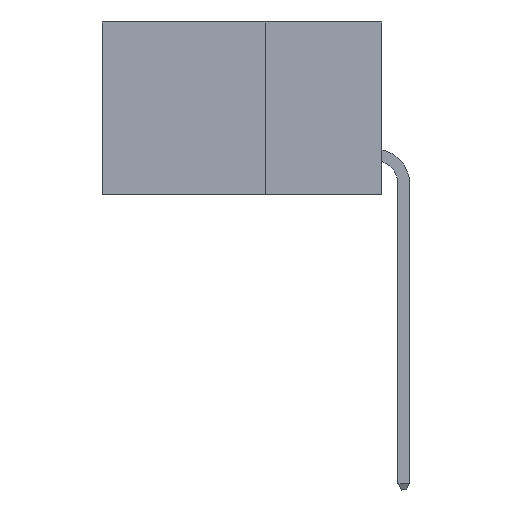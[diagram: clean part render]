
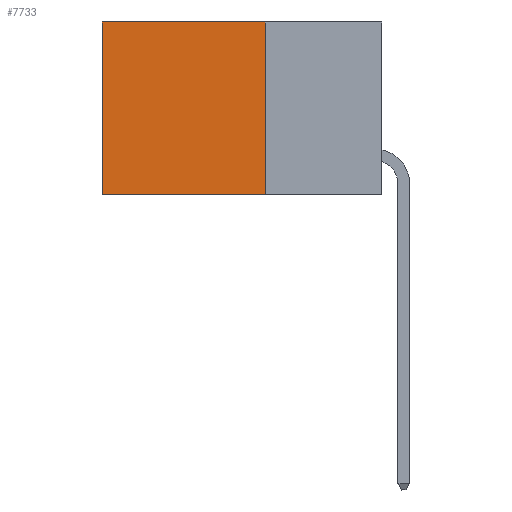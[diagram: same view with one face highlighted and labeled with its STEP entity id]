
A CAD part, left-side view. The second image highlights one B-rep face of the part: STEP entity #7733.
In plain terms, the highlighted planar face has unit normal (-1, 0, 0).
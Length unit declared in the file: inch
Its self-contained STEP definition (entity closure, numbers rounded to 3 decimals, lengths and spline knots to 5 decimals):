
#3024 = EDGE_CURVE ( 'NONE', #14852, #18950, #7172, .T. ) ;
#3463 = EDGE_CURVE ( 'NONE', #18950, #11464, #17090, .T. ) ;
#4214 = AXIS2_PLACEMENT_3D ( 'NONE', #23675, #21254, #23790 ) ;
#6872 = LINE ( 'NONE', #13447, #21957 ) ;
#6963 = CARTESIAN_POINT ( 'NONE',  ( 0.2875, 0.6, -0.37 ) ) ;
#7172 = LINE ( 'NONE', #24368, #21466 ) ;
#7410 = ORIENTED_EDGE ( 'NONE', *, *, #21437, .T. ) ;
#7733 = ADVANCED_FACE ( 'NONE', ( #20731 ), #21145, .F. ) ;
#7891 = CARTESIAN_POINT ( 'NONE',  ( 0.2875, 0.25, -0.37 ) ) ;
#8395 = EDGE_CURVE ( 'NONE', #14852, #23716, #6872, .T. ) ;
#9933 = VECTOR ( 'NONE', #19967, 39.37008 ) ;
#10976 = EDGE_LOOP ( 'NONE', ( #7410, #28699, #14999, #17290 ) ) ;
#11464 = VERTEX_POINT ( 'NONE', #6963 ) ;
#12191 = CARTESIAN_POINT ( 'NONE',  ( 0.2875, 0.6, 0. ) ) ;
#13447 = CARTESIAN_POINT ( 'NONE',  ( 0.2875, 0.25, 0. ) ) ;
#14534 = DIRECTION ( 'NONE',  ( 0., 0., -1. ) ) ;
#14852 = VERTEX_POINT ( 'NONE', #21737 ) ;
#14999 = ORIENTED_EDGE ( 'NONE', *, *, #3024, .F. ) ;
#15492 = VECTOR ( 'NONE', #23282, 39.37008 ) ;
#16792 = DIRECTION ( 'NONE',  ( 0., 1., 0. ) ) ;
#17090 = LINE ( 'NONE', #7891, #15492 ) ;
#17290 = ORIENTED_EDGE ( 'NONE', *, *, #8395, .T. ) ;
#18950 = VERTEX_POINT ( 'NONE', #32786 ) ;
#19967 = DIRECTION ( 'NONE',  ( 0., 0., -1. ) ) ;
#20731 = FACE_OUTER_BOUND ( 'NONE', #10976, .T. ) ;
#21145 = PLANE ( 'NONE',  #4214 ) ;
#21254 = DIRECTION ( 'NONE',  ( 1., 0., 0. ) ) ;
#21437 = EDGE_CURVE ( 'NONE', #23716, #11464, #31382, .T. ) ;
#21466 = VECTOR ( 'NONE', #14534, 39.37008 ) ;
#21737 = CARTESIAN_POINT ( 'NONE',  ( 0.2875, 0.25, 0. ) ) ;
#21957 = VECTOR ( 'NONE', #16792, 39.37008 ) ;
#23282 = DIRECTION ( 'NONE',  ( 0., 1., 0. ) ) ;
#23675 = CARTESIAN_POINT ( 'NONE',  ( 0.2875, 0.25, 0. ) ) ;
#23716 = VERTEX_POINT ( 'NONE', #32696 ) ;
#23790 = DIRECTION ( 'NONE',  ( 0., 0., -1. ) ) ;
#24368 = CARTESIAN_POINT ( 'NONE',  ( 0.2875, 0.25, 0. ) ) ;
#28699 = ORIENTED_EDGE ( 'NONE', *, *, #3463, .F. ) ;
#31382 = LINE ( 'NONE', #12191, #9933 ) ;
#32696 = CARTESIAN_POINT ( 'NONE',  ( 0.2875, 0.6, 0. ) ) ;
#32786 = CARTESIAN_POINT ( 'NONE',  ( 0.2875, 0.25, -0.37 ) ) ;
